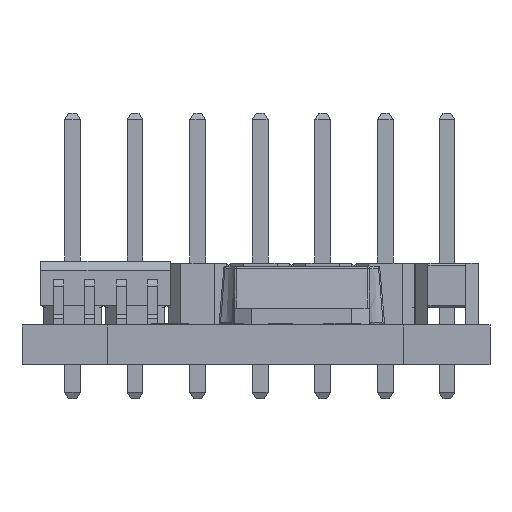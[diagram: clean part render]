
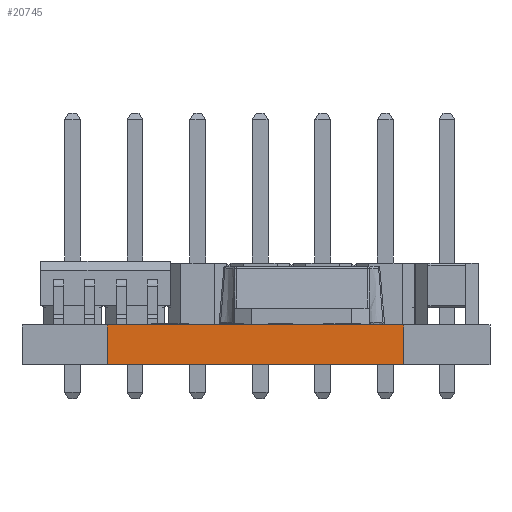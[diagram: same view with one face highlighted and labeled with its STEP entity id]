
A CAD part, left-side view. The second image highlights one B-rep face of the part: STEP entity #20745.
In plain terms, the highlighted planar face has unit normal (-1, 0, 0).
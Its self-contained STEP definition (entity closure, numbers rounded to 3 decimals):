
#1374 = VERTEX_POINT ( 'NONE', #3803 ) ;
#1454 = EDGE_CURVE ( 'NONE', #1557, #3373, #7276, .T. ) ;
#1557 = VERTEX_POINT ( 'NONE', #22940 ) ;
#1772 = DIRECTION ( 'NONE',  ( 0., 0., 1. ) ) ;
#2718 = EDGE_CURVE ( 'NONE', #3373, #1374, #7841, .T. ) ;
#3373 = VERTEX_POINT ( 'NONE', #9500 ) ;
#3803 = CARTESIAN_POINT ( 'NONE',  ( 25.4, 28.9, 0. ) ) ;
#4087 = VERTEX_POINT ( 'NONE', #10075 ) ;
#4174 = CARTESIAN_POINT ( 'NONE',  ( 25.4, 40.93, 1.623 ) ) ;
#5607 = EDGE_LOOP ( 'NONE', ( #16932, #10536, #23084, #13073 ) ) ;
#6627 = DIRECTION ( 'NONE',  ( 0., 0., -1. ) ) ;
#6794 = LINE ( 'NONE', #15226, #10969 ) ;
#7276 = LINE ( 'NONE', #4174, #21522 ) ;
#7841 = LINE ( 'NONE', #20825, #21514 ) ;
#8031 = CARTESIAN_POINT ( 'NONE',  ( 25.4, 40.93, 0. ) ) ;
#9500 = CARTESIAN_POINT ( 'NONE',  ( 25.4, 28.9, 1.623 ) ) ;
#9523 = CARTESIAN_POINT ( 'NONE',  ( 25.4, 40.93, 0. ) ) ;
#9807 = DIRECTION ( 'NONE',  ( 0., 0., -1. ) ) ;
#10075 = CARTESIAN_POINT ( 'NONE',  ( 25.4, 40.93, 0. ) ) ;
#10536 = ORIENTED_EDGE ( 'NONE', *, *, #1454, .F. ) ;
#10969 = VECTOR ( 'NONE', #22294, 1000. ) ;
#10987 = DIRECTION ( 'NONE',  ( 0., -1., 0. ) ) ;
#11683 = LINE ( 'NONE', #9523, #20619 ) ;
#13073 = ORIENTED_EDGE ( 'NONE', *, *, #18120, .T. ) ;
#15226 = CARTESIAN_POINT ( 'NONE',  ( 25.4, 28.9, 0. ) ) ;
#16427 = EDGE_CURVE ( 'NONE', #4087, #1557, #11683, .T. ) ;
#16477 = FACE_OUTER_BOUND ( 'NONE', #5607, .T. ) ;
#16932 = ORIENTED_EDGE ( 'NONE', *, *, #2718, .F. ) ;
#18120 = EDGE_CURVE ( 'NONE', #4087, #1374, #6794, .T. ) ;
#18181 = AXIS2_PLACEMENT_3D ( 'NONE', #8031, #20488, #9807 ) ;
#18610 = PLANE ( 'NONE',  #18181 ) ;
#20488 = DIRECTION ( 'NONE',  ( 1., 0., 0. ) ) ;
#20619 = VECTOR ( 'NONE', #1772, 1000. ) ;
#20745 = ADVANCED_FACE ( 'NONE', ( #16477 ), #18610, .F. ) ;
#20825 = CARTESIAN_POINT ( 'NONE',  ( 25.4, 28.9, 0. ) ) ;
#21514 = VECTOR ( 'NONE', #6627, 1000. ) ;
#21522 = VECTOR ( 'NONE', #10987, 1000. ) ;
#22294 = DIRECTION ( 'NONE',  ( 0., -1., 0. ) ) ;
#22940 = CARTESIAN_POINT ( 'NONE',  ( 25.4, 40.93, 1.623 ) ) ;
#23084 = ORIENTED_EDGE ( 'NONE', *, *, #16427, .F. ) ;
